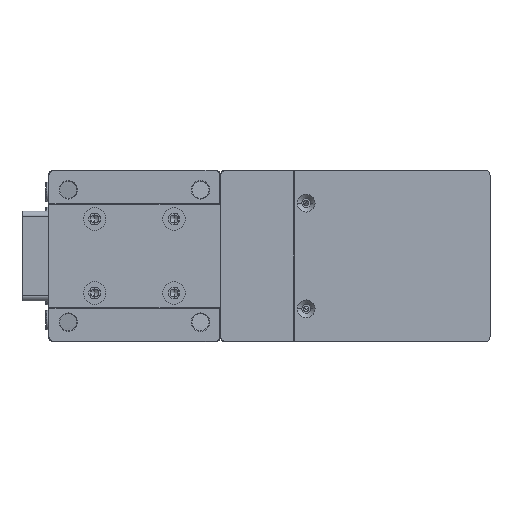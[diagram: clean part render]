
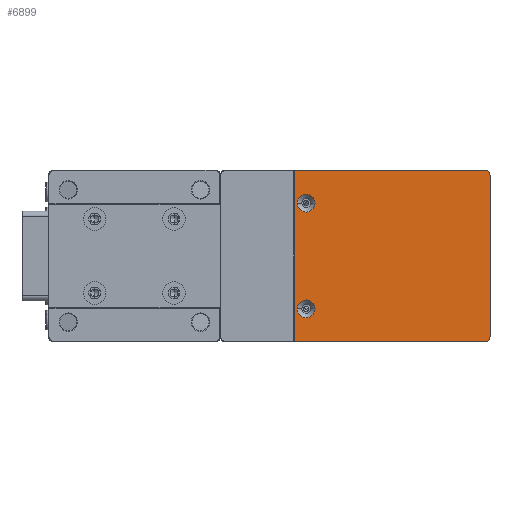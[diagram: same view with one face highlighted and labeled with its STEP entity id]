
A CAD part, front view. The second image highlights one B-rep face of the part: STEP entity #6899.
In plain terms, the highlighted planar face has unit normal (0, -1, 0).
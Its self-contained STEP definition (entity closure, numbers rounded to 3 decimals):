
#155 = CARTESIAN_POINT ( 'NONE',  ( -43.986, -13.998, 32.5 ) ) ;
#1594 = DIRECTION ( 'NONE',  ( 0., -1., 0. ) ) ;
#1596 = DIRECTION ( 'NONE',  ( 1., 0., 0. ) ) ;
#2242 = CIRCLE ( 'NONE', #5030, 3.36 ) ;
#2417 = DIRECTION ( 'NONE',  ( 1., 0., 0. ) ) ;
#2528 = CARTESIAN_POINT ( 'NONE',  ( 28.014, -13.998, -32.5 ) ) ;
#2554 = DIRECTION ( 'NONE',  ( 0., -1., 0. ) ) ;
#2834 = CARTESIAN_POINT ( 'NONE',  ( -39.486, -13.998, 20. ) ) ;
#3246 = ORIENTED_EDGE ( 'NONE', *, *, #16591, .F. ) ;
#4669 = DIRECTION ( 'NONE',  ( 0., -1., 0. ) ) ;
#5030 = AXIS2_PLACEMENT_3D ( 'NONE', #53031, #10092, #1596 ) ;
#5258 = DIRECTION ( 'NONE',  ( -1., 0., 0. ) ) ;
#6013 = LINE ( 'NONE', #31693, #50579 ) ;
#6307 = EDGE_CURVE ( 'NONE', #39944, #41258, #6013, .T. ) ;
#6644 = CIRCLE ( 'NONE', #42727, 3.36 ) ;
#6899 = ADVANCED_FACE ( 'NONE', ( #26717, #29845, #42836 ), #30124, .T. ) ;
#7984 = CARTESIAN_POINT ( 'NONE',  ( 28.014, -13.998, -30.5 ) ) ;
#8330 = AXIS2_PLACEMENT_3D ( 'NONE', #53299, #1594, #2417 ) ;
#9165 = DIRECTION ( 'NONE',  ( 0., -1., 0. ) ) ;
#9193 = DIRECTION ( 'NONE',  ( -1., 0., 0. ) ) ;
#9750 = CARTESIAN_POINT ( 'NONE',  ( -43.986, -13.998, 32.5 ) ) ;
#10092 = DIRECTION ( 'NONE',  ( 0., -1., 0. ) ) ;
#10241 = DIRECTION ( 'NONE',  ( 0., 0., 1. ) ) ;
#10297 = LINE ( 'NONE', #9750, #15660 ) ;
#10349 = EDGE_LOOP ( 'NONE', ( #3246, #29565 ) ) ;
#11739 = CARTESIAN_POINT ( 'NONE',  ( -36.126, -13.998, 20. ) ) ;
#13259 = CARTESIAN_POINT ( 'NONE',  ( -36.126, -13.998, -20. ) ) ;
#14428 = CARTESIAN_POINT ( 'NONE',  ( 30.014, -13.998, 30.5 ) ) ;
#14704 = CARTESIAN_POINT ( 'NONE',  ( -43.986, -13.998, -32.5 ) ) ;
#15016 = ORIENTED_EDGE ( 'NONE', *, *, #24854, .F. ) ;
#15660 = VECTOR ( 'NONE', #9193, 1000. ) ;
#16591 = EDGE_CURVE ( 'NONE', #54430, #22774, #44386, .T. ) ;
#17511 = ORIENTED_EDGE ( 'NONE', *, *, #46911, .T. ) ;
#20669 = DIRECTION ( 'NONE',  ( 0., -1., 0. ) ) ;
#21870 = DIRECTION ( 'NONE',  ( 1., 0., 0. ) ) ;
#22774 = VERTEX_POINT ( 'NONE', #38987 ) ;
#24106 = VERTEX_POINT ( 'NONE', #11739 ) ;
#24418 = CARTESIAN_POINT ( 'NONE',  ( -43.986, -13.998, 32.5 ) ) ;
#24854 = EDGE_CURVE ( 'NONE', #24106, #32540, #34321, .T. ) ;
#25023 = AXIS2_PLACEMENT_3D ( 'NONE', #7984, #20669, #39052 ) ;
#25599 = EDGE_CURVE ( 'NONE', #45171, #35228, #10297, .T. ) ;
#26717 = FACE_BOUND ( 'NONE', #10349, .T. ) ;
#26873 = LINE ( 'NONE', #35653, #46873 ) ;
#27508 = DIRECTION ( 'NONE',  ( 1., 0., 0. ) ) ;
#28914 = CARTESIAN_POINT ( 'NONE',  ( -42.846, -13.998, 20. ) ) ;
#29565 = ORIENTED_EDGE ( 'NONE', *, *, #39494, .F. ) ;
#29845 = FACE_BOUND ( 'NONE', #45747, .T. ) ;
#30124 = PLANE ( 'NONE',  #37241 ) ;
#30941 = CARTESIAN_POINT ( 'NONE',  ( 30.014, -13.998, -30.5 ) ) ;
#31693 = CARTESIAN_POINT ( 'NONE',  ( 30.014, -13.998, 32.5 ) ) ;
#32540 = VERTEX_POINT ( 'NONE', #28914 ) ;
#33039 = CARTESIAN_POINT ( 'NONE',  ( -43.986, -13.998, -32.5 ) ) ;
#34321 = CIRCLE ( 'NONE', #51446, 3.36 ) ;
#35138 = ORIENTED_EDGE ( 'NONE', *, *, #44066, .T. ) ;
#35148 = ORIENTED_EDGE ( 'NONE', *, *, #43506, .F. ) ;
#35228 = VERTEX_POINT ( 'NONE', #24418 ) ;
#35653 = CARTESIAN_POINT ( 'NONE',  ( -43.986, -13.998, 32.5 ) ) ;
#37105 = ORIENTED_EDGE ( 'NONE', *, *, #50430, .T. ) ;
#37241 = AXIS2_PLACEMENT_3D ( 'NONE', #155, #38605, #5258 ) ;
#38605 = DIRECTION ( 'NONE',  ( 0., -1., 0. ) ) ;
#38987 = CARTESIAN_POINT ( 'NONE',  ( -42.846, -13.998, -20. ) ) ;
#39052 = DIRECTION ( 'NONE',  ( 1., 0., 0. ) ) ;
#39494 = EDGE_CURVE ( 'NONE', #22774, #54430, #2242, .T. ) ;
#39944 = VERTEX_POINT ( 'NONE', #30941 ) ;
#40156 = LINE ( 'NONE', #14704, #54499 ) ;
#41106 = EDGE_LOOP ( 'NONE', ( #35138, #17511, #48112, #43823, #47395, #37105 ) ) ;
#41258 = VERTEX_POINT ( 'NONE', #14428 ) ;
#42476 = EDGE_CURVE ( 'NONE', #41258, #45171, #51706, .T. ) ;
#42727 = AXIS2_PLACEMENT_3D ( 'NONE', #51002, #4669, #21870 ) ;
#42836 = FACE_OUTER_BOUND ( 'NONE', #41106, .T. ) ;
#43506 = EDGE_CURVE ( 'NONE', #32540, #24106, #6644, .T. ) ;
#43823 = ORIENTED_EDGE ( 'NONE', *, *, #42476, .T. ) ;
#44066 = EDGE_CURVE ( 'NONE', #47793, #44309, #40156, .T. ) ;
#44103 = DIRECTION ( 'NONE',  ( 0., 0., -1. ) ) ;
#44309 = VERTEX_POINT ( 'NONE', #2528 ) ;
#44386 = CIRCLE ( 'NONE', #8330, 3.36 ) ;
#45171 = VERTEX_POINT ( 'NONE', #53829 ) ;
#45747 = EDGE_LOOP ( 'NONE', ( #15016, #35148 ) ) ;
#45788 = DIRECTION ( 'NONE',  ( 1., 0., 0. ) ) ;
#46873 = VECTOR ( 'NONE', #44103, 1000. ) ;
#46911 = EDGE_CURVE ( 'NONE', #44309, #39944, #51204, .T. ) ;
#47395 = ORIENTED_EDGE ( 'NONE', *, *, #25599, .T. ) ;
#47793 = VERTEX_POINT ( 'NONE', #33039 ) ;
#48112 = ORIENTED_EDGE ( 'NONE', *, *, #6307, .T. ) ;
#48694 = CARTESIAN_POINT ( 'NONE',  ( 28.014, -13.998, 30.5 ) ) ;
#48995 = AXIS2_PLACEMENT_3D ( 'NONE', #48694, #9165, #27508 ) ;
#50430 = EDGE_CURVE ( 'NONE', #35228, #47793, #26873, .T. ) ;
#50579 = VECTOR ( 'NONE', #10241, 1000. ) ;
#51002 = CARTESIAN_POINT ( 'NONE',  ( -39.486, -13.998, 20. ) ) ;
#51204 = CIRCLE ( 'NONE', #25023, 2. ) ;
#51446 = AXIS2_PLACEMENT_3D ( 'NONE', #2834, #2554, #45788 ) ;
#51706 = CIRCLE ( 'NONE', #48995, 2. ) ;
#53031 = CARTESIAN_POINT ( 'NONE',  ( -39.486, -13.998, -20. ) ) ;
#53299 = CARTESIAN_POINT ( 'NONE',  ( -39.486, -13.998, -20. ) ) ;
#53409 = DIRECTION ( 'NONE',  ( 1., 0., 0. ) ) ;
#53829 = CARTESIAN_POINT ( 'NONE',  ( 28.014, -13.998, 32.5 ) ) ;
#54430 = VERTEX_POINT ( 'NONE', #13259 ) ;
#54499 = VECTOR ( 'NONE', #53409, 1000. ) ;
